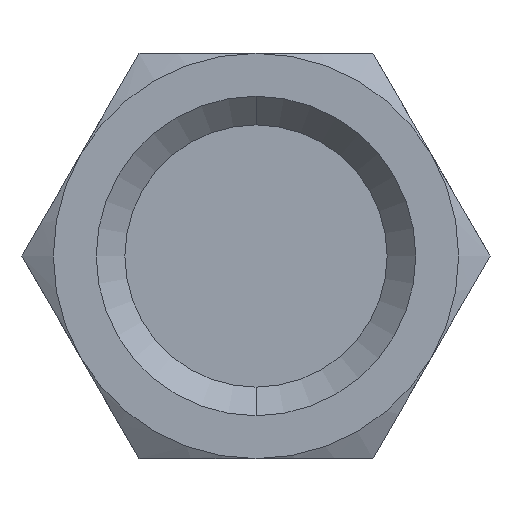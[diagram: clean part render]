
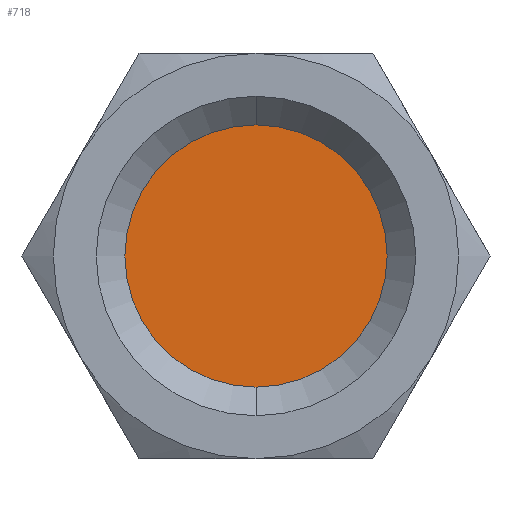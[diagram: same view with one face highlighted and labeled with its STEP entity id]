
A CAD part, front view. The second image highlights one B-rep face of the part: STEP entity #718.
In plain terms, the highlighted planar face has unit normal (0, -1, 0).
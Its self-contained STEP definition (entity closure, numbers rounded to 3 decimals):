
#163 = CARTESIAN_POINT ( 'NONE',  ( 0., 2.239, 0. ) ) ;
#164 = DIRECTION ( 'NONE',  ( 0., 1., 0. ) ) ;
#165 = DIRECTION ( 'NONE',  ( 0., 0., 1. ) ) ;
#184 = CARTESIAN_POINT ( 'NONE',  ( 0., 2.239, -5.5 ) ) ;
#186 = CARTESIAN_POINT ( 'NONE',  ( 0., 2.239, 5.5 ) ) ;
#276 = EDGE_CURVE ( 'NONE', #567, #569, #2337, .T. ) ;
#352 = FACE_OUTER_BOUND ( 'NONE', #639, .T. ) ;
#427 = ORIENTED_EDGE ( 'NONE', *, *, #276, .F. ) ;
#428 = ORIENTED_EDGE ( 'NONE', *, *, #1369, .F. ) ;
#567 = VERTEX_POINT ( 'NONE', #184 ) ;
#569 = VERTEX_POINT ( 'NONE', #186 ) ;
#639 = EDGE_LOOP ( 'NONE', ( #427, #428 ) ) ;
#718 = ADVANCED_FACE ( 'NONE', ( #352 ), #1832, .F. ) ;
#890 = CIRCLE ( 'NONE', #1774, 5.5 ) ;
#1357 = CARTESIAN_POINT ( 'NONE',  ( 0., 2.239, 0. ) ) ;
#1358 = DIRECTION ( 'NONE',  ( 0., 1., 0. ) ) ;
#1359 = DIRECTION ( 'NONE',  ( 0., 0., 1. ) ) ;
#1369 = EDGE_CURVE ( 'NONE', #569, #567, #890, .T. ) ;
#1463 = AXIS2_PLACEMENT_3D ( 'NONE', #163, #164, #165 ) ;
#1662 = AXIS2_PLACEMENT_3D ( 'NONE', #1840, #1841, #1842 ) ;
#1774 = AXIS2_PLACEMENT_3D ( 'NONE', #1357, #1358, #1359 ) ;
#1832 = PLANE ( 'NONE',  #1662 ) ;
#1840 = CARTESIAN_POINT ( 'NONE',  ( 0., 2.239, 0. ) ) ;
#1841 = DIRECTION ( 'NONE',  ( 0., 1., 0. ) ) ;
#1842 = DIRECTION ( 'NONE',  ( 0., 0., 1. ) ) ;
#2337 = CIRCLE ( 'NONE', #1463, 5.5 ) ;
